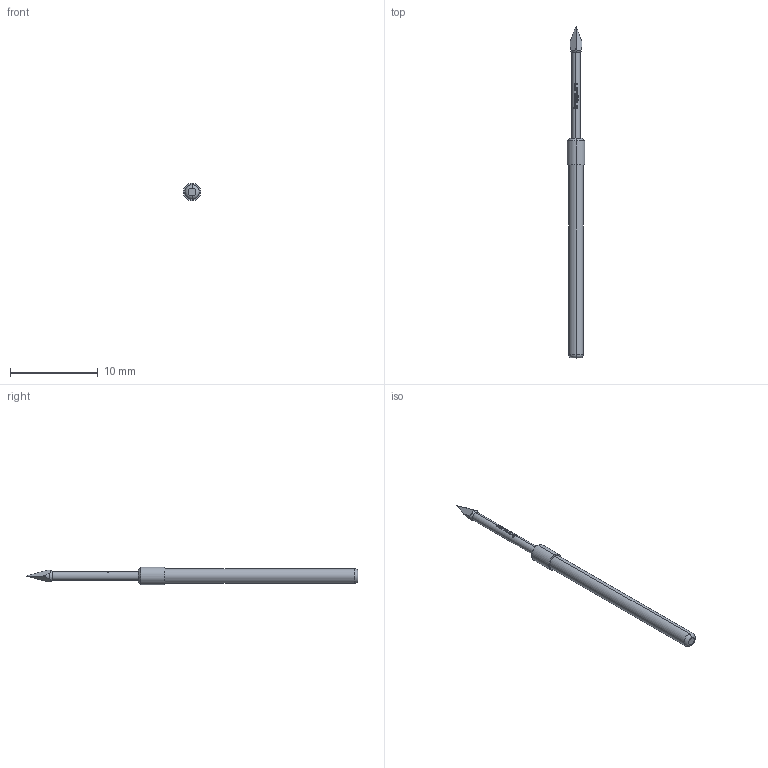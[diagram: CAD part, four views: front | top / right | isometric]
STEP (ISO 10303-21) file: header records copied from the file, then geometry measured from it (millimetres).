
FILE_DESCRIPTION (( 'STEP AP203' ), '1' );
FILE_NAME ('INGUN_GKS-412_291_130_A_xx03.STEP', '2020-09-14T14:16:30', ( '' ), ( '' ), 'SwSTEP 2.0', 'SolidWorks 2018', '' );
FILE_SCHEMA (( 'CONFIG_CONTROL_DESIGN' ));
Length unit declared in the file: millimetre
Products named in the file (1): INGUN_GKS-412_291_130_A_xx03
Bounding box: 2 x 37.8 x 2 mm (x, y, z)
Volume: 65.3 mm3; surface area: 176.8 mm2
Topology: 1 solids, 1 shells, 108 faces, 297 edges, 195 vertices
Faces by surface type: plane 48, cylinder 30, bspline 22, cone 6, torus 2
Entity records: 4486 total; most frequent: CARTESIAN_POINT 2175, ORIENTED_EDGE 594, EDGE_CURVE 297, DIRECTION 265, B_SPLINE_CURVE_WITH_KNOTS 226, VERTEX_POINT 195, AXIS2_PLACEMENT_3D 115, EDGE_LOOP 112
